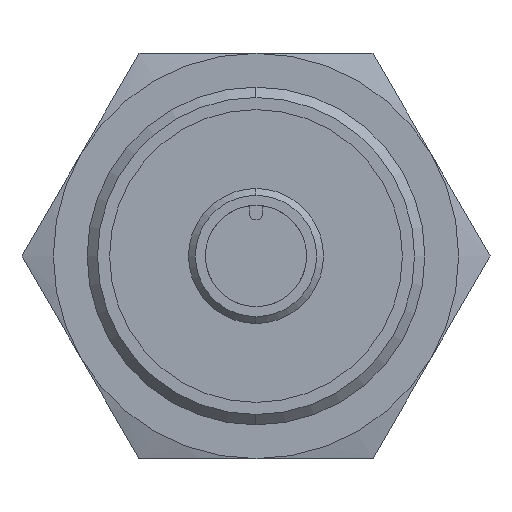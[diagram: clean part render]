
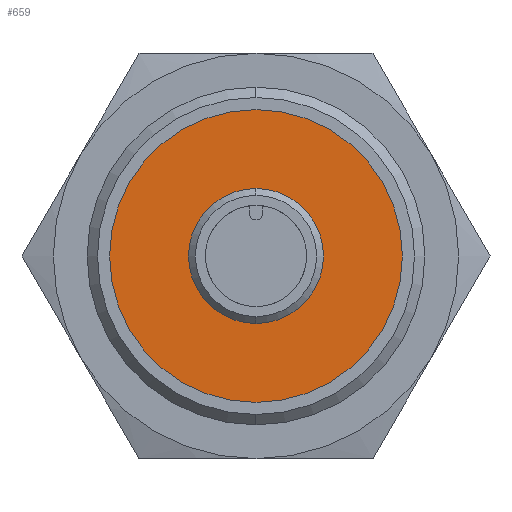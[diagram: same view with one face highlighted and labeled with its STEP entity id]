
A CAD part, left-side view. The second image highlights one B-rep face of the part: STEP entity #659.
In plain terms, the highlighted planar face has unit normal (-1, 0, 0).
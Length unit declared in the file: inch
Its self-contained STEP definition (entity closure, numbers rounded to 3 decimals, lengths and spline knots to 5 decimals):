
#18 = CARTESIAN_POINT ( 'NONE',  ( 0.51181, 0.36194, 0. ) ) ;
#68 = CARTESIAN_POINT ( 'NONE',  ( 0.51181, 0., 0.21207 ) ) ;
#131 = FACE_BOUND ( 'NONE', #3440, .T. ) ;
#191 = CARTESIAN_POINT ( 'NONE',  ( 0.51181, 0., 0. ) ) ;
#404 = EDGE_CURVE ( 'NONE', #4728, #3153, #991, .T. ) ;
#659 = ADVANCED_FACE ( 'NONE', ( #773, #131 ), #2185, .T. ) ;
#721 = CIRCLE ( 'NONE', #3969, 0.51181 ) ;
#746 = DIRECTION ( 'NONE',  ( 0., 0., -1. ) ) ;
#755 = DIRECTION ( 'NONE',  ( -1., 0., 0. ) ) ;
#773 = FACE_OUTER_BOUND ( 'NONE', #3087, .T. ) ;
#846 = ORIENTED_EDGE ( 'NONE', *, *, #404, .T. ) ;
#898 = DIRECTION ( 'NONE',  ( 1., 0., 0. ) ) ;
#918 = EDGE_CURVE ( 'NONE', #4658, #4644, #721, .T. ) ;
#929 = DIRECTION ( 'NONE',  ( 0., 0., -1. ) ) ;
#991 = CIRCLE ( 'NONE', #4667, 0.21207 ) ;
#1159 = EDGE_CURVE ( 'NONE', #3153, #4728, #1558, .T. ) ;
#1427 = AXIS2_PLACEMENT_3D ( 'NONE', #18, #755, #3271 ) ;
#1558 = CIRCLE ( 'NONE', #2339, 0.21207 ) ;
#1709 = CARTESIAN_POINT ( 'NONE',  ( 0.51181, 0., 0.51181 ) ) ;
#1781 = CARTESIAN_POINT ( 'NONE',  ( 0.51181, 0., 0. ) ) ;
#2079 = CARTESIAN_POINT ( 'NONE',  ( 0.51181, 0., -0.51181 ) ) ;
#2180 = DIRECTION ( 'NONE',  ( 0., 0., -1. ) ) ;
#2185 = PLANE ( 'NONE',  #1427 ) ;
#2193 = ORIENTED_EDGE ( 'NONE', *, *, #4689, .F. ) ;
#2339 = AXIS2_PLACEMENT_3D ( 'NONE', #1781, #4695, #2180 ) ;
#2415 = DIRECTION ( 'NONE',  ( 0., 0., -1. ) ) ;
#2901 = DIRECTION ( 'NONE',  ( 1., 0., 0. ) ) ;
#3087 = EDGE_LOOP ( 'NONE', ( #3684, #2193 ) ) ;
#3153 = VERTEX_POINT ( 'NONE', #3420 ) ;
#3228 = CARTESIAN_POINT ( 'NONE',  ( 0.51181, 0., 0. ) ) ;
#3271 = DIRECTION ( 'NONE',  ( 0., 0., 1. ) ) ;
#3420 = CARTESIAN_POINT ( 'NONE',  ( 0.51181, 0., -0.21207 ) ) ;
#3440 = EDGE_LOOP ( 'NONE', ( #4609, #846 ) ) ;
#3681 = CIRCLE ( 'NONE', #3922, 0.51181 ) ;
#3684 = ORIENTED_EDGE ( 'NONE', *, *, #918, .F. ) ;
#3877 = DIRECTION ( 'NONE',  ( 1., 0., 0. ) ) ;
#3922 = AXIS2_PLACEMENT_3D ( 'NONE', #3228, #2901, #746 ) ;
#3969 = AXIS2_PLACEMENT_3D ( 'NONE', #191, #898, #929 ) ;
#4198 = CARTESIAN_POINT ( 'NONE',  ( 0.51181, 0., 0. ) ) ;
#4609 = ORIENTED_EDGE ( 'NONE', *, *, #1159, .T. ) ;
#4644 = VERTEX_POINT ( 'NONE', #1709 ) ;
#4658 = VERTEX_POINT ( 'NONE', #2079 ) ;
#4667 = AXIS2_PLACEMENT_3D ( 'NONE', #4198, #3877, #2415 ) ;
#4689 = EDGE_CURVE ( 'NONE', #4644, #4658, #3681, .T. ) ;
#4695 = DIRECTION ( 'NONE',  ( 1., 0., 0. ) ) ;
#4728 = VERTEX_POINT ( 'NONE', #68 ) ;
